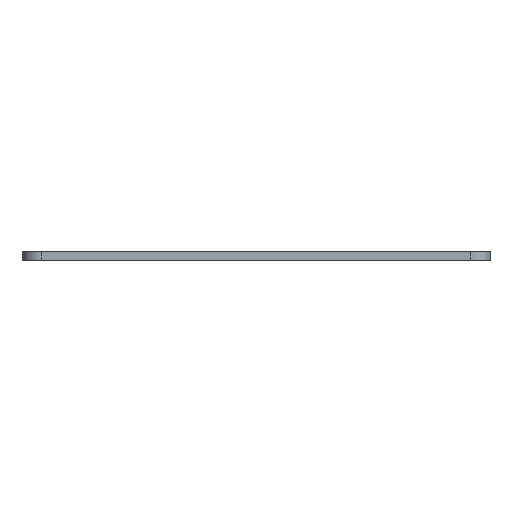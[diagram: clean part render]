
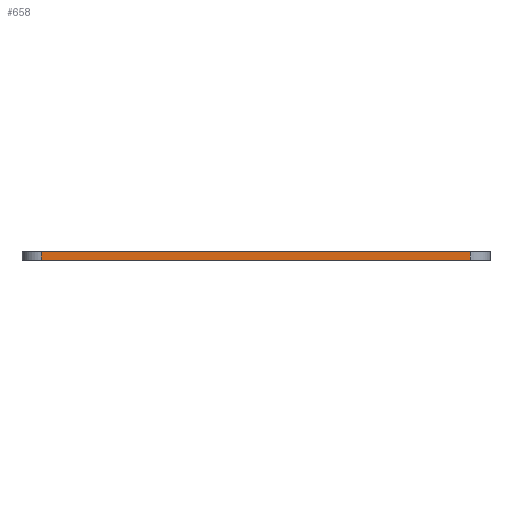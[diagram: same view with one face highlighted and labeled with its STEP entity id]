
A CAD part, front view. The second image highlights one B-rep face of the part: STEP entity #658.
In plain terms, the highlighted planar face has unit normal (0, -1, 0).
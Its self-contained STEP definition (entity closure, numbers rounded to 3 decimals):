
#56=PLANE('',#728);
#68=FACE_OUTER_BOUND('',#119,.T.);
#119=EDGE_LOOP('',(#497,#498,#499,#500));
#165=LINE('',#981,#211);
#170=LINE('',#993,#216);
#177=LINE('',#1049,#223);
#181=LINE('',#1058,#227);
#211=VECTOR('',#781,10.);
#216=VECTOR('',#792,10.);
#223=VECTOR('',#843,10.);
#227=VECTOR('',#853,10.);
#302=VERTEX_POINT('',#978);
#303=VERTEX_POINT('',#980);
#307=VERTEX_POINT('',#992);
#334=VERTEX_POINT('',#1048);
#362=EDGE_CURVE('',#302,#303,#165,.T.);
#368=EDGE_CURVE('',#307,#303,#170,.T.);
#396=EDGE_CURVE('',#307,#334,#177,.T.);
#401=EDGE_CURVE('',#302,#334,#181,.T.);
#497=ORIENTED_EDGE('',*,*,#362,.F.);
#498=ORIENTED_EDGE('',*,*,#401,.T.);
#499=ORIENTED_EDGE('',*,*,#396,.F.);
#500=ORIENTED_EDGE('',*,*,#368,.T.);
#658=ADVANCED_FACE('',(#68),#56,.T.);
#728=AXIS2_PLACEMENT_3D('',#1057,#851,#852);
#781=DIRECTION('',(0.,0.,-1.));
#792=DIRECTION('',(1.,0.,0.));
#843=DIRECTION('',(0.,0.,1.));
#851=DIRECTION('center_axis',(0.,-1.,0.));
#852=DIRECTION('ref_axis',(0.,0.,-1.));
#853=DIRECTION('',(-1.,0.,0.));
#978=CARTESIAN_POINT('',(225.808,-350.,15.4));
#980=CARTESIAN_POINT('',(225.808,-350.,9.05));
#981=CARTESIAN_POINT('',(225.808,-350.,10.));
#992=CARTESIAN_POINT('',(-104.192,-350.,9.05));
#993=CARTESIAN_POINT('',(-124.562,-350.,9.05));
#1048=CARTESIAN_POINT('',(-104.192,-350.,15.4));
#1049=CARTESIAN_POINT('',(-104.192,-350.,10.));
#1057=CARTESIAN_POINT('Origin',(-119.192,-350.,10.));
#1058=CARTESIAN_POINT('',(-29.192,-350.,15.4));
